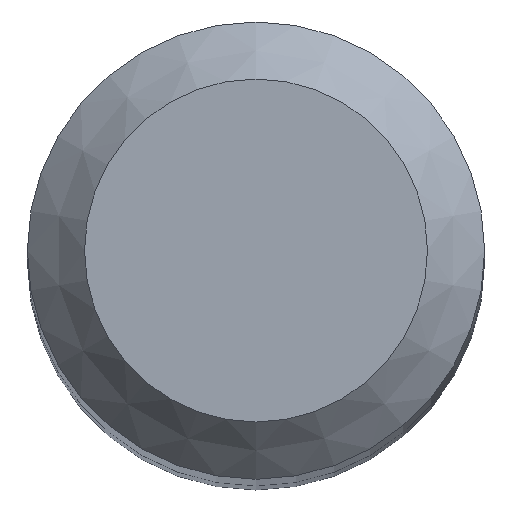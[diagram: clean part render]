
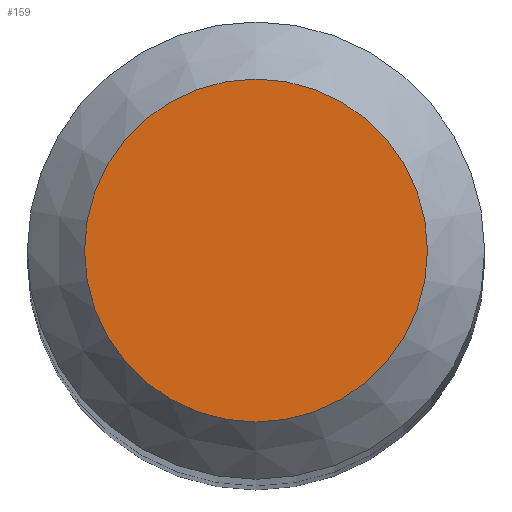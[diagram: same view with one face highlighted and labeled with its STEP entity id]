
A CAD part, top view. The second image highlights one B-rep face of the part: STEP entity #159.
In plain terms, the highlighted planar face has unit normal (0, 0, 1).
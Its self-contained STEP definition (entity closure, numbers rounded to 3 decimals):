
#3 = VERTEX_POINT ( 'NONE', #151 ) ;
#10 = AXIS2_PLACEMENT_3D ( 'NONE', #78, #129, #49 ) ;
#12 = DIRECTION ( 'NONE',  ( 0., 0., -1. ) ) ;
#28 = FACE_OUTER_BOUND ( 'NONE', #144, .T. ) ;
#38 = CIRCLE ( 'NONE', #10, 1.5 ) ;
#49 = DIRECTION ( 'NONE',  ( 0., 1., 0. ) ) ;
#78 = CARTESIAN_POINT ( 'NONE',  ( 0., 0., 55. ) ) ;
#79 = ORIENTED_EDGE ( 'NONE', *, *, #80, .F. ) ;
#80 = EDGE_CURVE ( 'NONE', #3, #3, #38, .T. ) ;
#83 = DIRECTION ( 'NONE',  ( 0., 1., 0. ) ) ;
#95 = AXIS2_PLACEMENT_3D ( 'NONE', #158, #12, #83 ) ;
#96 = PLANE ( 'NONE',  #95 ) ;
#129 = DIRECTION ( 'NONE',  ( 0., 0., -1. ) ) ;
#144 = EDGE_LOOP ( 'NONE', ( #79 ) ) ;
#151 = CARTESIAN_POINT ( 'NONE',  ( 0., 1.5, 55. ) ) ;
#158 = CARTESIAN_POINT ( 'NONE',  ( 0., 0., 55. ) ) ;
#159 = ADVANCED_FACE ( 'NONE', ( #28 ), #96, .F. ) ;
